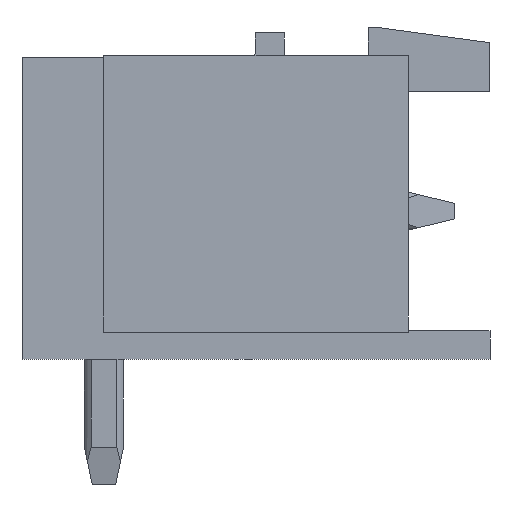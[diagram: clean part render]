
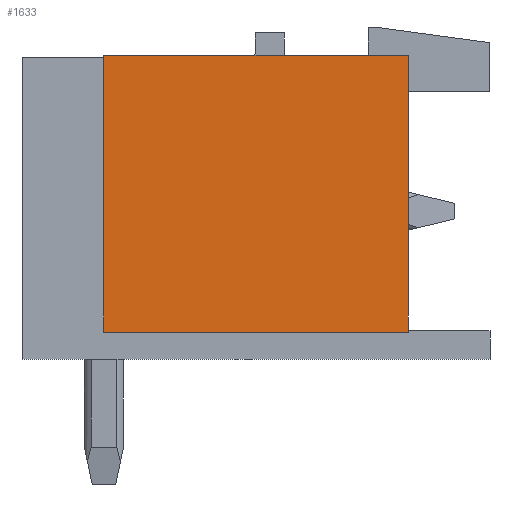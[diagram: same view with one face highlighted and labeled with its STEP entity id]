
A CAD part, left-side view. The second image highlights one B-rep face of the part: STEP entity #1633.
In plain terms, the highlighted planar face has unit normal (-1, 0, 0).
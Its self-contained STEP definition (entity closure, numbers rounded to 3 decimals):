
#1597=AXIS2_PLACEMENT_3D('Plane Axis2P3D',#1594,#1595,#1596) ;
#1594=CARTESIAN_POINT('Axis2P3D Location',(0.,2.1,0.)) ;
#1599=CARTESIAN_POINT('Line Origine',(0.,9.9,7.45)) ;
#1603=CARTESIAN_POINT('Vertex',(0.,9.9,3.9)) ;
#1605=CARTESIAN_POINT('Vertex',(0.,9.9,11.)) ;
#1608=CARTESIAN_POINT('Line Origine',(0.,6.,3.9)) ;
#1612=CARTESIAN_POINT('Vertex',(0.,2.1,3.9)) ;
#1615=CARTESIAN_POINT('Line Origine',(0.,2.1,7.45)) ;
#1619=CARTESIAN_POINT('Vertex',(0.,2.1,11.)) ;
#1622=CARTESIAN_POINT('Line Origine',(0.,6.,11.)) ;
#1595=DIRECTION('Axis2P3D Direction',(1.,0.,0.)) ;
#1596=DIRECTION('Axis2P3D XDirection',(0.,1.,0.)) ;
#1600=DIRECTION('Vector Direction',(0.,0.,1.)) ;
#1609=DIRECTION('Vector Direction',(0.,1.,0.)) ;
#1616=DIRECTION('Vector Direction',(0.,0.,1.)) ;
#1623=DIRECTION('Vector Direction',(0.,1.,0.)) ;
#1601=VECTOR('Line Direction',#1600,1.) ;
#1610=VECTOR('Line Direction',#1609,1.) ;
#1617=VECTOR('Line Direction',#1616,1.) ;
#1624=VECTOR('Line Direction',#1623,1.) ;
#1628=ORIENTED_EDGE('',*,*,#1607,.F.) ;
#1629=ORIENTED_EDGE('',*,*,#1614,.T.) ;
#1630=ORIENTED_EDGE('',*,*,#1621,.T.) ;
#1631=ORIENTED_EDGE('',*,*,#1626,.F.) ;
#1633=ADVANCED_FACE('Housing',(#1632),#1598,.F.) ;
#1607=EDGE_CURVE('',#1604,#1606,#1602,.T.) ;
#1614=EDGE_CURVE('',#1604,#1613,#1611,.F.) ;
#1621=EDGE_CURVE('',#1613,#1620,#1618,.T.) ;
#1626=EDGE_CURVE('',#1606,#1620,#1625,.F.) ;
#1627=EDGE_LOOP('',(#1628,#1629,#1630,#1631)) ;
#1632=FACE_OUTER_BOUND('',#1627,.T.) ;
#1602=LINE('Line',#1599,#1601) ;
#1611=LINE('Line',#1608,#1610) ;
#1618=LINE('Line',#1615,#1617) ;
#1625=LINE('Line',#1622,#1624) ;
#1598=PLANE('',#1597) ;
#1604=VERTEX_POINT('',#1603) ;
#1606=VERTEX_POINT('',#1605) ;
#1613=VERTEX_POINT('',#1612) ;
#1620=VERTEX_POINT('',#1619) ;
